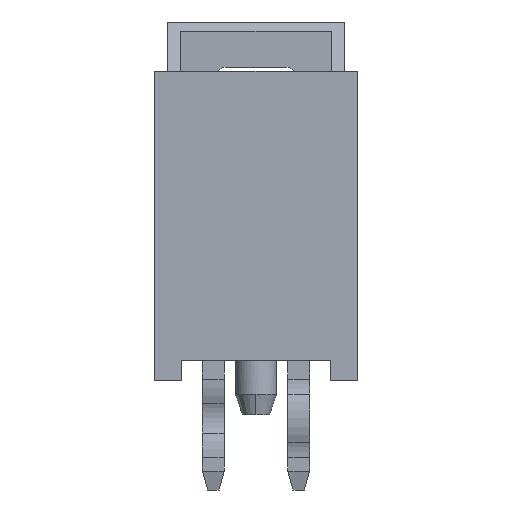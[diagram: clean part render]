
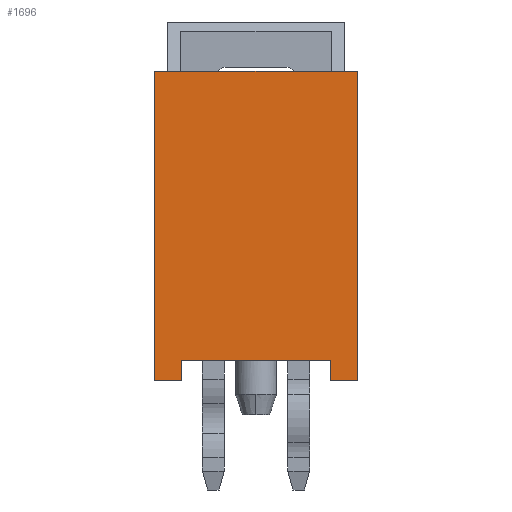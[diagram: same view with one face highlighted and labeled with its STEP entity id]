
A CAD part, front view. The second image highlights one B-rep face of the part: STEP entity #1696.
In plain terms, the highlighted planar face has unit normal (0, -1, 0).
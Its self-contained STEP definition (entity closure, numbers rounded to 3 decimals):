
#1=DIRECTION('',(-1.,0.,0.));
#2=VECTOR('',#1,4.34);
#3=CARTESIAN_POINT('',(2.17,-1.74,-4.23));
#4=LINE('',#3,#2);
#5=DIRECTION('',(0.,0.,-1.));
#6=VECTOR('',#5,0.6);
#7=CARTESIAN_POINT('',(-2.17,-1.74,-4.23));
#8=LINE('',#7,#6);
#9=DIRECTION('',(1.,0.,0.));
#10=VECTOR('',#9,5.94);
#11=CARTESIAN_POINT('',(-2.97,-1.74,4.23));
#12=LINE('',#11,#10);
#13=DIRECTION('',(0.,0.,-1.));
#14=VECTOR('',#13,9.06);
#15=CARTESIAN_POINT('',(2.97,-1.74,4.23));
#16=LINE('',#15,#14);
#1048=DIRECTION('',(0.,0.,-1.));
#1049=VECTOR('',#1048,0.6);
#1050=CARTESIAN_POINT('',(2.17,-1.74,-4.23));
#1051=LINE('',#1050,#1049);
#1068=DIRECTION('',(-1.,0.,0.));
#1069=VECTOR('',#1068,0.8);
#1070=CARTESIAN_POINT('',(2.97,-1.74,-4.83));
#1071=LINE('',#1070,#1069);
#1104=DIRECTION('',(-1.,0.,0.));
#1105=VECTOR('',#1104,0.8);
#1106=CARTESIAN_POINT('',(-2.17,-1.74,-4.83));
#1107=LINE('',#1106,#1105);
#1116=DIRECTION('',(0.,0.,-1.));
#1117=VECTOR('',#1116,9.06);
#1118=CARTESIAN_POINT('',(-2.97,-1.74,4.23));
#1119=LINE('',#1118,#1117);
#1286=CARTESIAN_POINT('',(-2.97,-1.74,4.23));
#1287=CARTESIAN_POINT('',(2.97,-1.74,4.23));
#1288=VERTEX_POINT('',#1286);
#1289=VERTEX_POINT('',#1287);
#1314=CARTESIAN_POINT('',(2.97,-1.74,-4.83));
#1315=CARTESIAN_POINT('',(2.17,-1.74,-4.83));
#1316=VERTEX_POINT('',#1314);
#1317=VERTEX_POINT('',#1315);
#1330=CARTESIAN_POINT('',(-2.97,-1.74,-4.83));
#1332=VERTEX_POINT('',#1330);
#1336=CARTESIAN_POINT('',(-2.17,-1.74,-4.83));
#1337=VERTEX_POINT('',#1336);
#1344=CARTESIAN_POINT('',(2.17,-1.74,-4.23));
#1346=VERTEX_POINT('',#1344);
#1360=CARTESIAN_POINT('',(-2.17,-1.74,-4.23));
#1361=VERTEX_POINT('',#1360);
#1673=CARTESIAN_POINT('',(0.,-1.74,0.));
#1674=DIRECTION('',(0.,1.,0.));
#1675=DIRECTION('',(1.,0.,0.));
#1676=AXIS2_PLACEMENT_3D('',#1673,#1674,#1675);
#1677=PLANE('',#1676);
#1679=ORIENTED_EDGE('',*,*,#1678,.T.);
#1681=ORIENTED_EDGE('',*,*,#1680,.T.);
#1683=ORIENTED_EDGE('',*,*,#1682,.T.);
#1685=ORIENTED_EDGE('',*,*,#1684,.F.);
#1687=ORIENTED_EDGE('',*,*,#1686,.T.);
#1689=ORIENTED_EDGE('',*,*,#1688,.T.);
#1691=ORIENTED_EDGE('',*,*,#1690,.T.);
#1693=ORIENTED_EDGE('',*,*,#1692,.F.);
#1694=EDGE_LOOP('',(#1679,#1681,#1683,#1685,#1687,#1689,#1691,#1693));
#1695=FACE_OUTER_BOUND('',#1694,.F.);
#1696=ADVANCED_FACE('',(#1695),#1677,.F.);
#1678=EDGE_CURVE('',#1346,#1361,#4,.T.);
#1680=EDGE_CURVE('',#1361,#1337,#8,.T.);
#1682=EDGE_CURVE('',#1337,#1332,#1107,.T.);
#1684=EDGE_CURVE('',#1288,#1332,#1119,.T.);
#1686=EDGE_CURVE('',#1288,#1289,#12,.T.);
#1688=EDGE_CURVE('',#1289,#1316,#16,.T.);
#1690=EDGE_CURVE('',#1316,#1317,#1071,.T.);
#1692=EDGE_CURVE('',#1346,#1317,#1051,.T.);
